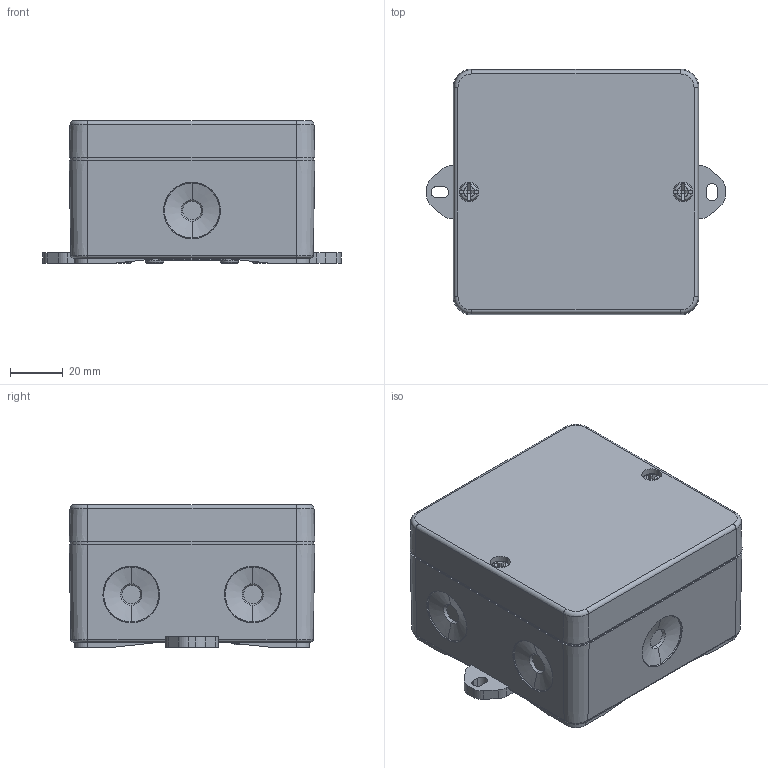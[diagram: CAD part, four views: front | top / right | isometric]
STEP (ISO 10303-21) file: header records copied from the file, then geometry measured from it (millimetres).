
FILE_DESCRIPTION(/* description */ ('Alibre Inc.'),/* implementation_level */ '2;1');
FILE_NAME(/* name */ 'export0',/* time_stamp */ '2016-09-15T06:47:30+02:00',/* author */ (''),/* organization */ (''),/* preprocessor_version */ 'ST-DEVELOPER v14',/* originating_system */ 'Alibre',/* authorisation */ '');
FILE_SCHEMA (('AUTOMOTIVE_DESIGN'));
Length unit declared in the file: millimetre
Products named in the file (4): _KASTEN-ABOX-040-AB; _SCHRAUBE_TK55-20MM; DECKEL_ABOX-040-PL-2924; 49490401_1_ASM
Bounding box: 113 x 93 x 54 mm (x, y, z)
Volume: 102010 mm3; surface area: 77762.3 mm2
Topology: 4 solids, 4 shells, 731 faces, 1866 edges, 1198 vertices
Faces by surface type: plane 341, cylinder 189, cone 134, torus 65, sphere 2
Entity records: 20920 total; most frequent: CARTESIAN_POINT 4251, ORIENTED_EDGE 3488, DIRECTION 3278, EDGE_CURVE 1744, AXIS2_PLACEMENT_3D 1318, VERTEX_POINT 1120, VECTOR 1016, LINE 1016
